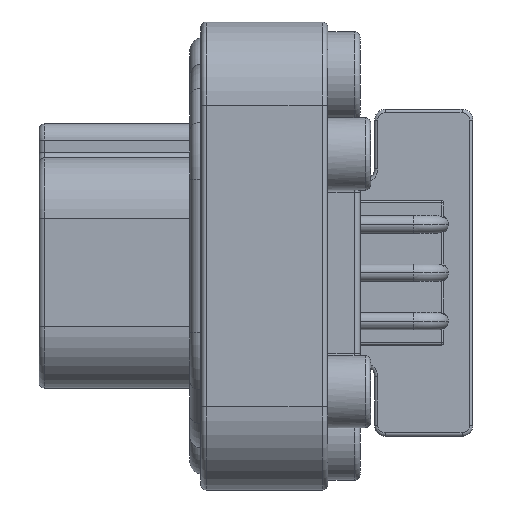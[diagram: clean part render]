
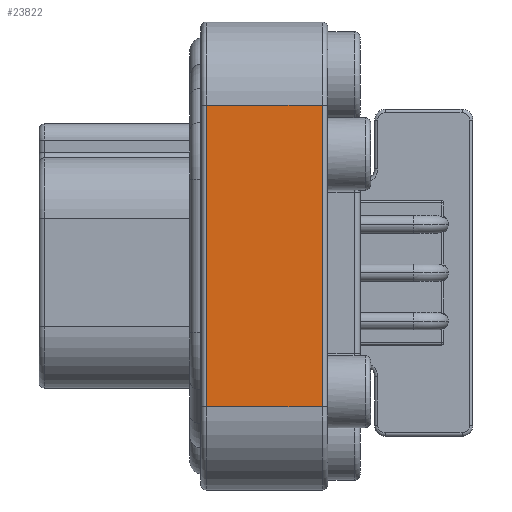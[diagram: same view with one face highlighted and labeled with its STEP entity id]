
A CAD part, left-side view. The second image highlights one B-rep face of the part: STEP entity #23822.
In plain terms, the highlighted planar face has unit normal (-1, 0, 0).
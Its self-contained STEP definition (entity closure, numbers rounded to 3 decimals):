
#7635=DIRECTION('',(0.,0.,1.));
#7636=VECTOR('',#7635,27.56);
#7637=CARTESIAN_POINT('',(-17.625,11.1,-13.78));
#7638=LINE('',#7637,#7636);
#7639=DIRECTION('',(0.,0.,-1.));
#7640=VECTOR('',#7639,27.56);
#7641=CARTESIAN_POINT('',(-17.625,0.5,13.78));
#7642=LINE('',#7641,#7640);
#7643=DIRECTION('',(0.,1.,0.));
#7644=VECTOR('',#7643,10.6);
#7645=CARTESIAN_POINT('',(-17.625,0.5,-13.78));
#7646=LINE('',#7645,#7644);
#7657=DIRECTION('',(0.,1.,0.));
#7658=VECTOR('',#7657,10.6);
#7659=CARTESIAN_POINT('',(-17.625,0.5,13.78));
#7660=LINE('',#7659,#7658);
#11061=CARTESIAN_POINT('',(-17.625,11.1,-13.78));
#11062=VERTEX_POINT('',#11061);
#11065=CARTESIAN_POINT('',(-17.625,11.1,13.78));
#11066=VERTEX_POINT('',#11065);
#11075=CARTESIAN_POINT('',(-17.625,0.5,-13.78));
#11076=VERTEX_POINT('',#11075);
#11077=CARTESIAN_POINT('',(-17.625,0.5,13.78));
#11078=VERTEX_POINT('',#11077);
#23809=CARTESIAN_POINT('',(-17.625,0.,-13.78));
#23810=DIRECTION('',(-1.,0.,0.));
#23811=DIRECTION('',(0.,0.,1.));
#23812=AXIS2_PLACEMENT_3D('',#23809,#23810,#23811);
#23813=PLANE('',#23812);
#23814=ORIENTED_EDGE('',*,*,#19170,.T.);
#23816=ORIENTED_EDGE('',*,*,#23815,.F.);
#23818=ORIENTED_EDGE('',*,*,#23817,.T.);
#23819=ORIENTED_EDGE('',*,*,#23801,.T.);
#23820=EDGE_LOOP('',(#23814,#23816,#23818,#23819));
#23821=FACE_OUTER_BOUND('',#23820,.F.);
#23822=ADVANCED_FACE('',(#23821),#23813,.T.);
#19170=EDGE_CURVE('',#11062,#11066,#7638,.T.);
#23801=EDGE_CURVE('',#11076,#11062,#7646,.T.);
#23815=EDGE_CURVE('',#11078,#11066,#7660,.T.);
#23817=EDGE_CURVE('',#11078,#11076,#7642,.T.);
